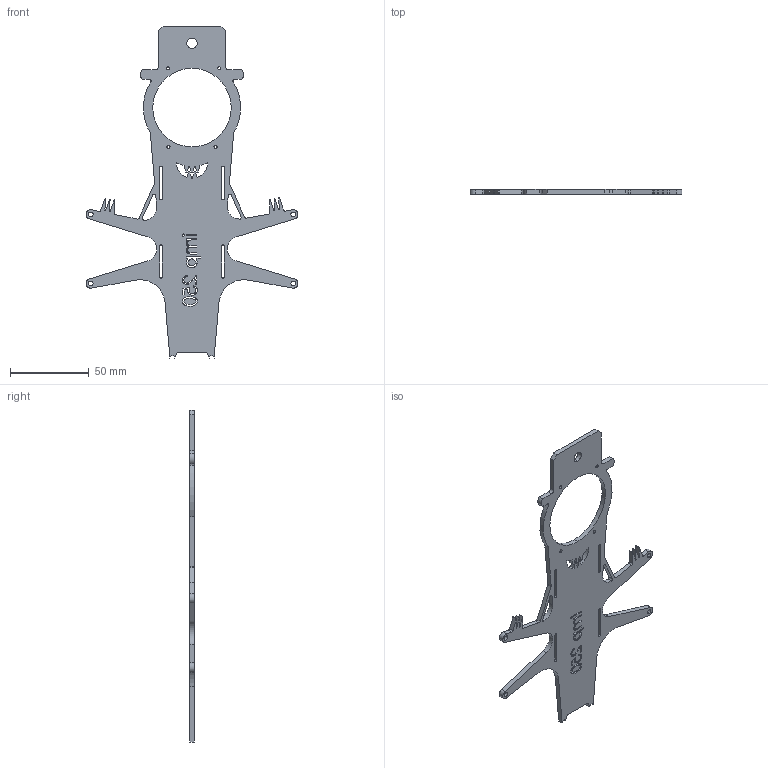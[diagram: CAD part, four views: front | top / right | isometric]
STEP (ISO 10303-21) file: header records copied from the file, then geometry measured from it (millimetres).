
FILE_DESCRIPTION (( 'STEP AP203' ), '1' );
FILE_NAME ('µç³ØÔØ°å¼Óºñ.STEP', '2023-11-15T11:41:34', ( '' ), ( '' ), 'SwSTEP 2.0', 'SolidWorks 2021', '' );
FILE_SCHEMA (( 'CONFIG_CONTROL_DESIGN' ));
Length unit declared in the file: millimetre
Products named in the file (1): 萇喀婥啣樓綠
Bounding box: 134.99 x 3 x 211.47 mm (x, y, z)
Volume: 27186.9 mm3; surface area: 23337.6 mm2
Topology: 1 solids, 1 shells, 260 faces, 774 edges, 516 vertices
Faces by surface type: cylinder 114, plane 109, bspline 37
Entity records: 10863 total; most frequent: CARTESIAN_POINT 3732, ORIENTED_EDGE 1548, DIRECTION 1376, EDGE_CURVE 774, VERTEX_POINT 516, VECTOR 472, LINE 472, AXIS2_PLACEMENT_3D 452
